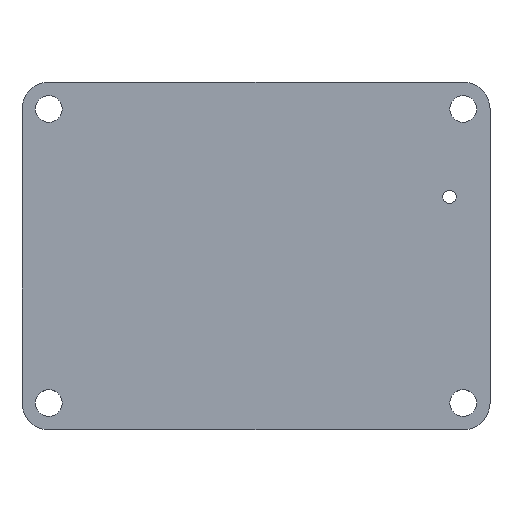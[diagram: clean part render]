
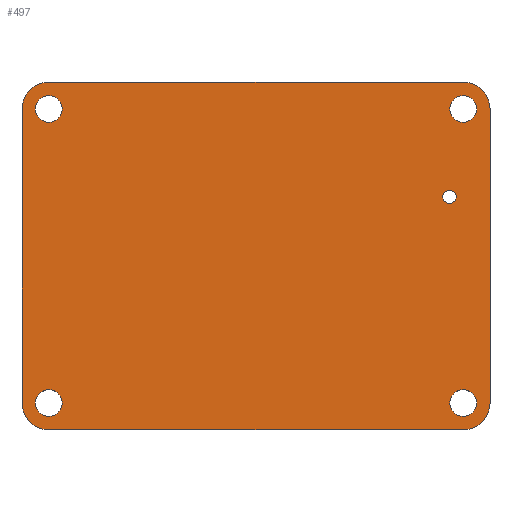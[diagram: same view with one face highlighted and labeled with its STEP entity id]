
A CAD part, top view. The second image highlights one B-rep face of the part: STEP entity #497.
In plain terms, the highlighted planar face has unit normal (0, 0, 1).
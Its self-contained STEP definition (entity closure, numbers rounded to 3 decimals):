
#52 = VERTEX_POINT('',#53);
#53 = CARTESIAN_POINT('',(0.,2.,1.595));
#59 = EDGE_CURVE('',#52,#60,#62,.T.);
#60 = VERTEX_POINT('',#61);
#61 = CARTESIAN_POINT('',(2.,0.,1.595));
#62 = CIRCLE('',#63,2.001);
#63 = AXIS2_PLACEMENT_3D('',#64,#65,#66);
#64 = CARTESIAN_POINT('',(2.001,2.001,1.595));
#65 = DIRECTION('',(0.,0.,1.));
#66 = DIRECTION('',(-1.,0.,0.));
#92 = EDGE_CURVE('',#60,#93,#95,.T.);
#93 = VERTEX_POINT('',#94);
#94 = CARTESIAN_POINT('',(33.,0.,1.595));
#95 = LINE('',#96,#97);
#96 = CARTESIAN_POINT('',(2.,0.,1.595));
#97 = VECTOR('',#98,1.);
#98 = DIRECTION('',(1.,0.,0.));
#123 = EDGE_CURVE('',#93,#124,#126,.T.);
#124 = VERTEX_POINT('',#125);
#125 = CARTESIAN_POINT('',(35.,2.,1.595));
#126 = CIRCLE('',#127,2.001);
#127 = AXIS2_PLACEMENT_3D('',#128,#129,#130);
#128 = CARTESIAN_POINT('',(32.999,2.001,1.595));
#129 = DIRECTION('',(0.,0.,1.));
#130 = DIRECTION('',(0.,-1.,0.));
#156 = EDGE_CURVE('',#124,#157,#159,.T.);
#157 = VERTEX_POINT('',#158);
#158 = CARTESIAN_POINT('',(35.,24.,1.595));
#159 = LINE('',#160,#161);
#160 = CARTESIAN_POINT('',(35.,2.,1.595));
#161 = VECTOR('',#162,1.);
#162 = DIRECTION('',(0.,1.,0.));
#187 = EDGE_CURVE('',#157,#188,#190,.T.);
#188 = VERTEX_POINT('',#189);
#189 = CARTESIAN_POINT('',(33.,26.,1.595));
#190 = CIRCLE('',#191,2.001);
#191 = AXIS2_PLACEMENT_3D('',#192,#193,#194);
#192 = CARTESIAN_POINT('',(32.999,23.999,1.595));
#193 = DIRECTION('',(0.,0.,1.));
#194 = DIRECTION('',(1.,0.,-0.));
#220 = EDGE_CURVE('',#188,#221,#223,.T.);
#221 = VERTEX_POINT('',#222);
#222 = CARTESIAN_POINT('',(2.,26.,1.595));
#223 = LINE('',#224,#225);
#224 = CARTESIAN_POINT('',(33.,26.,1.595));
#225 = VECTOR('',#226,1.);
#226 = DIRECTION('',(-1.,0.,0.));
#251 = EDGE_CURVE('',#221,#252,#254,.T.);
#252 = VERTEX_POINT('',#253);
#253 = CARTESIAN_POINT('',(0.,24.,1.595));
#254 = CIRCLE('',#255,2.001);
#255 = AXIS2_PLACEMENT_3D('',#256,#257,#258);
#256 = CARTESIAN_POINT('',(2.001,23.999,1.595));
#257 = DIRECTION('',(0.,0.,1.));
#258 = DIRECTION('',(0.,1.,0.));
#284 = EDGE_CURVE('',#252,#52,#285,.T.);
#285 = LINE('',#286,#287);
#286 = CARTESIAN_POINT('',(0.,24.,1.595));
#287 = VECTOR('',#288,1.);
#288 = DIRECTION('',(0.,-1.,0.));
#308 = VERTEX_POINT('',#309);
#309 = CARTESIAN_POINT('',(3.,2.,1.595));
#315 = EDGE_CURVE('',#308,#308,#316,.T.);
#316 = CIRCLE('',#317,1.);
#317 = AXIS2_PLACEMENT_3D('',#318,#319,#320);
#318 = CARTESIAN_POINT('',(2.,2.,1.595));
#319 = DIRECTION('',(0.,0.,1.));
#320 = DIRECTION('',(1.,0.,-0.));
#341 = VERTEX_POINT('',#342);
#342 = CARTESIAN_POINT('',(3.,24.,1.595));
#348 = EDGE_CURVE('',#341,#341,#349,.T.);
#349 = CIRCLE('',#350,1.);
#350 = AXIS2_PLACEMENT_3D('',#351,#352,#353);
#351 = CARTESIAN_POINT('',(2.,24.,1.595));
#352 = DIRECTION('',(0.,0.,1.));
#353 = DIRECTION('',(1.,0.,-0.));
#374 = VERTEX_POINT('',#375);
#375 = CARTESIAN_POINT('',(34.,2.,1.595));
#381 = EDGE_CURVE('',#374,#374,#382,.T.);
#382 = CIRCLE('',#383,1.);
#383 = AXIS2_PLACEMENT_3D('',#384,#385,#386);
#384 = CARTESIAN_POINT('',(33.,2.,1.595));
#385 = DIRECTION('',(0.,0.,1.));
#386 = DIRECTION('',(1.,0.,-0.));
#407 = VERTEX_POINT('',#408);
#408 = CARTESIAN_POINT('',(32.475,17.425,1.595));
#414 = EDGE_CURVE('',#407,#407,#415,.T.);
#415 = CIRCLE('',#416,0.5);
#416 = AXIS2_PLACEMENT_3D('',#417,#418,#419);
#417 = CARTESIAN_POINT('',(31.975,17.425,1.595));
#418 = DIRECTION('',(0.,0.,1.));
#419 = DIRECTION('',(1.,0.,-0.));
#440 = VERTEX_POINT('',#441);
#441 = CARTESIAN_POINT('',(34.,24.,1.595));
#447 = EDGE_CURVE('',#440,#440,#448,.T.);
#448 = CIRCLE('',#449,1.);
#449 = AXIS2_PLACEMENT_3D('',#450,#451,#452);
#450 = CARTESIAN_POINT('',(33.,24.,1.595));
#451 = DIRECTION('',(0.,0.,1.));
#452 = DIRECTION('',(1.,0.,-0.));
#497 = ADVANCED_FACE('',(#498,#508,#511,#514,#517,#520),#523,.T.);
#498 = FACE_BOUND('',#499,.T.);
#499 = EDGE_LOOP('',(#500,#501,#502,#503,#504,#505,#506,#507));
#500 = ORIENTED_EDGE('',*,*,#59,.T.);
#501 = ORIENTED_EDGE('',*,*,#92,.T.);
#502 = ORIENTED_EDGE('',*,*,#123,.T.);
#503 = ORIENTED_EDGE('',*,*,#156,.T.);
#504 = ORIENTED_EDGE('',*,*,#187,.T.);
#505 = ORIENTED_EDGE('',*,*,#220,.T.);
#506 = ORIENTED_EDGE('',*,*,#251,.T.);
#507 = ORIENTED_EDGE('',*,*,#284,.T.);
#508 = FACE_BOUND('',#509,.T.);
#509 = EDGE_LOOP('',(#510));
#510 = ORIENTED_EDGE('',*,*,#315,.F.);
#511 = FACE_BOUND('',#512,.T.);
#512 = EDGE_LOOP('',(#513));
#513 = ORIENTED_EDGE('',*,*,#348,.F.);
#514 = FACE_BOUND('',#515,.T.);
#515 = EDGE_LOOP('',(#516));
#516 = ORIENTED_EDGE('',*,*,#381,.F.);
#517 = FACE_BOUND('',#518,.T.);
#518 = EDGE_LOOP('',(#519));
#519 = ORIENTED_EDGE('',*,*,#414,.F.);
#520 = FACE_BOUND('',#521,.T.);
#521 = EDGE_LOOP('',(#522));
#522 = ORIENTED_EDGE('',*,*,#447,.F.);
#523 = PLANE('',#524);
#524 = AXIS2_PLACEMENT_3D('',#525,#526,#527);
#525 = CARTESIAN_POINT('',(17.5,13.,1.595));
#526 = DIRECTION('',(0.,0.,1.));
#527 = DIRECTION('',(1.,0.,-0.));
